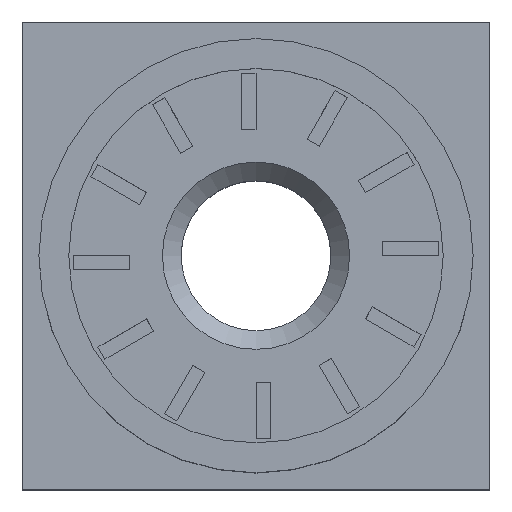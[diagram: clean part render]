
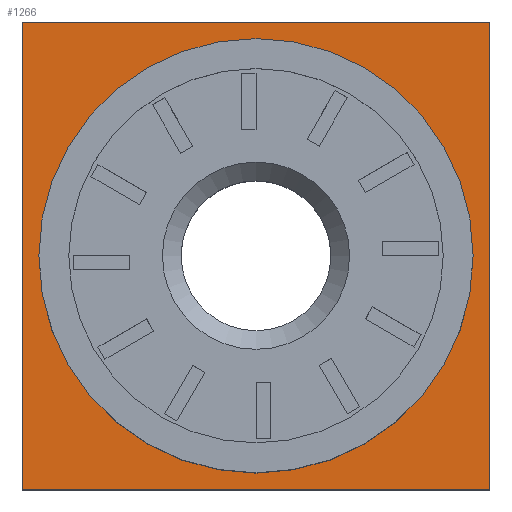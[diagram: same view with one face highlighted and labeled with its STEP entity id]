
A CAD part, top view. The second image highlights one B-rep face of the part: STEP entity #1266.
In plain terms, the highlighted planar face has unit normal (0, 0, 1).
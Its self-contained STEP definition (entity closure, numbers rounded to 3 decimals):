
#19=FACE_BOUND('',#179,.T.);
#35=CIRCLE('',#1353,11.6);
#106=FACE_OUTER_BOUND('',#178,.T.);
#178=EDGE_LOOP('',(#1056,#1057,#1058,#1059));
#179=EDGE_LOOP('',(#1060));
#348=LINE('',#1995,#508);
#351=LINE('',#2001,#511);
#354=LINE('',#2007,#514);
#357=LINE('',#2011,#517);
#508=VECTOR('',#1637,10.);
#511=VECTOR('',#1642,10.);
#514=VECTOR('',#1647,10.);
#517=VECTOR('',#1652,10.);
#620=VERTEX_POINT('',#1992);
#621=VERTEX_POINT('',#1994);
#623=VERTEX_POINT('',#2000);
#625=VERTEX_POINT('',#2006);
#626=VERTEX_POINT('',#2013);
#779=EDGE_CURVE('',#621,#620,#348,.T.);
#782=EDGE_CURVE('',#623,#621,#351,.T.);
#785=EDGE_CURVE('',#625,#623,#354,.T.);
#788=EDGE_CURVE('',#620,#625,#357,.T.);
#789=EDGE_CURVE('',#626,#626,#35,.T.);
#1056=ORIENTED_EDGE('',*,*,#788,.T.);
#1057=ORIENTED_EDGE('',*,*,#785,.T.);
#1058=ORIENTED_EDGE('',*,*,#782,.T.);
#1059=ORIENTED_EDGE('',*,*,#779,.T.);
#1060=ORIENTED_EDGE('',*,*,#789,.F.);
#1198=PLANE('',#1352);
#1266=ADVANCED_FACE('',(#106,#19),#1198,.F.);
#1352=AXIS2_PLACEMENT_3D('',#2012,#1653,#1654);
#1353=AXIS2_PLACEMENT_3D('',#2014,#1655,#1656);
#1637=DIRECTION('',(0.,1.,0.));
#1642=DIRECTION('',(1.,0.,0.));
#1647=DIRECTION('',(0.,-1.,0.));
#1652=DIRECTION('',(-1.,0.,0.));
#1653=DIRECTION('center_axis',(0.,0.,-1.));
#1654=DIRECTION('ref_axis',(1.,0.,0.));
#1655=DIRECTION('center_axis',(0.,0.,1.));
#1656=DIRECTION('ref_axis',(1.,0.,0.));
#1992=CARTESIAN_POINT('',(12.5,12.5,1.6));
#1994=CARTESIAN_POINT('',(12.5,-12.5,1.6));
#1995=CARTESIAN_POINT('',(12.5,-12.5,1.6));
#2000=CARTESIAN_POINT('',(-12.5,-12.5,1.6));
#2001=CARTESIAN_POINT('',(-12.5,-12.5,1.6));
#2006=CARTESIAN_POINT('',(-12.5,12.5,1.6));
#2007=CARTESIAN_POINT('',(-12.5,12.5,1.6));
#2011=CARTESIAN_POINT('',(12.5,12.5,1.6));
#2012=CARTESIAN_POINT('Origin',(0.,0.,1.6));
#2013=CARTESIAN_POINT('',(-11.6,0.,1.6));
#2014=CARTESIAN_POINT('Origin',(0.,0.,1.6));
